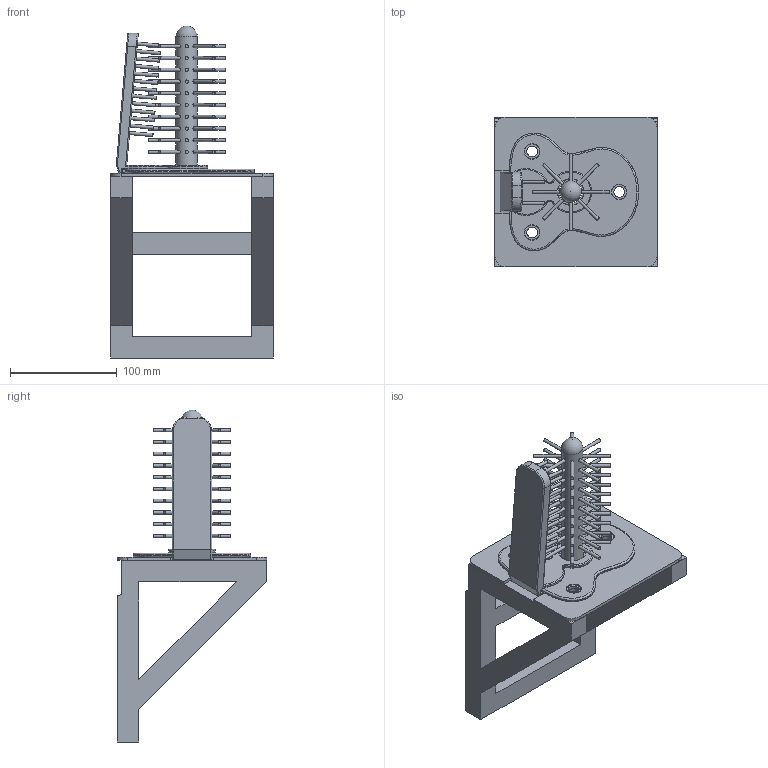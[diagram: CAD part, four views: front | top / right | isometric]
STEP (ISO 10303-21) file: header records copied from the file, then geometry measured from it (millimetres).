
FILE_DESCRIPTION(/* description */ ('STEP AP242','CAx-IF Rec.Pracs.---Representation and Presentation of Product Manufacturing Information (PMI)---4.0---2014-10-13','CAx-IF Rec.Pracs.---3D Tessellated Geometry---0.4---2014-09-14','2;1'),/* implementation_level */ '2;1');
FILE_NAME(/* name */ '65b4f58aa2265e7de7e3f5d3',/* time_stamp */ '2024-01-27T12:22:35Z',/* author */ (''),/* organization */ (''),/* preprocessor_version */ 'ST-DEVELOPER v19.4',/* originating_system */ ' ',/* authorisation */ ' ');
FILE_SCHEMA (('AP242_MANAGED_MODEL_BASED_3D_ENGINEERING_MIM_LF { 1 0 10303 442 1 1 4 }'));
Length unit declared in the file: metre
Products named in the file (7): Assembly 1; Part 1; Assembly 1 <1>
Assembly tree (6 placements, depth 3):
  Assembly 1
    Part 1
    Part 1
    Assembly 1 <1>
      Part 1
      Part 1
      Part 1
Bounding box: 152 x 140 x 310.9 mm (x, y, z)
Volume: 646532.5 mm3; surface area: 200081.8 mm2
Topology: 5 solids, 5 shells, 391 faces, 846 edges, 558 vertices
Faces by surface type: cylinder 174, plane 169, torus 33, bspline 10, sphere 5
Full cylindrical faces by diameter (mm): 3 x106, 10 x6, 13.9 x3, 20 x1, 21 x1, 25 x3, 26 x1
Entity records: 12474 total; most frequent: CARTESIAN_POINT 3352, DIRECTION 1597, ORIENTED_EDGE 1214, AXIS2_PLACEMENT_3D 694, EDGE_LOOP 654, FACE_BOUND 654, EDGE_CURVE 607, VERTEX_POINT 465
